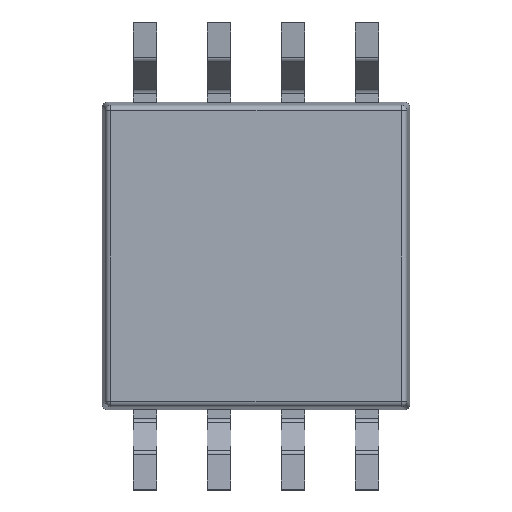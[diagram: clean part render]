
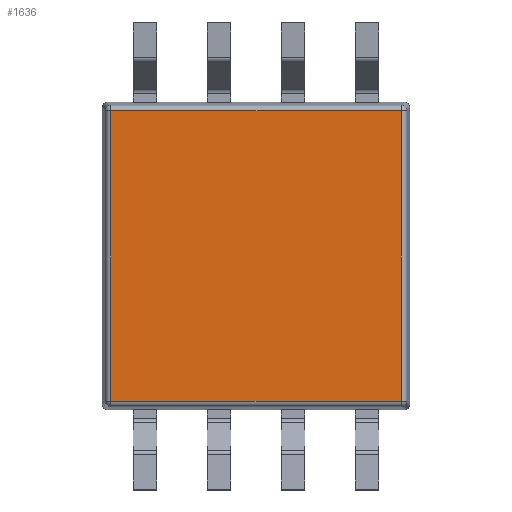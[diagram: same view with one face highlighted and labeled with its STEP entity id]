
A CAD part, front view. The second image highlights one B-rep face of the part: STEP entity #1636.
In plain terms, the highlighted planar face has unit normal (0, -1, 0).
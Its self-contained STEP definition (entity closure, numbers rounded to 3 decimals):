
#109 = VERTEX_POINT ( 'NONE', #5124 ) ;
#199 = VECTOR ( 'NONE', #5088, 1000. ) ;
#561 = VECTOR ( 'NONE', #3736, 1000. ) ;
#818 = LINE ( 'NONE', #2376, #5449 ) ;
#905 = VERTEX_POINT ( 'NONE', #2085 ) ;
#1419 = LINE ( 'NONE', #5531, #199 ) ;
#1465 = EDGE_CURVE ( 'NONE', #905, #5953, #818, .T. ) ;
#1636 = ADVANCED_FACE ( 'NONE', ( #5644 ), #2722, .F. ) ;
#1783 = LINE ( 'NONE', #4177, #561 ) ;
#1833 = EDGE_CURVE ( 'NONE', #5953, #3309, #1419, .T. ) ;
#2042 = EDGE_CURVE ( 'NONE', #109, #905, #1783, .T. ) ;
#2085 = CARTESIAN_POINT ( 'NONE',  ( 2.489, 0.1, 2.489 ) ) ;
#2376 = CARTESIAN_POINT ( 'NONE',  ( -2.58, 0.1, 2.489 ) ) ;
#2666 = VECTOR ( 'NONE', #4335, 1000. ) ;
#2722 = PLANE ( 'NONE',  #3025 ) ;
#2874 = ORIENTED_EDGE ( 'NONE', *, *, #1465, .T. ) ;
#3025 = AXIS2_PLACEMENT_3D ( 'NONE', #3588, #4532, #4029 ) ;
#3309 = VERTEX_POINT ( 'NONE', #4450 ) ;
#3443 = DIRECTION ( 'NONE',  ( -1., 0., 0. ) ) ;
#3588 = CARTESIAN_POINT ( 'NONE',  ( 0., 0.1, 0. ) ) ;
#3691 = ORIENTED_EDGE ( 'NONE', *, *, #4261, .T. ) ;
#3736 = DIRECTION ( 'NONE',  ( 0., 0., 1. ) ) ;
#4020 = ORIENTED_EDGE ( 'NONE', *, *, #1833, .T. ) ;
#4029 = DIRECTION ( 'NONE',  ( 0., 0., 1. ) ) ;
#4177 = CARTESIAN_POINT ( 'NONE',  ( 2.489, 0.1, 2.58 ) ) ;
#4261 = EDGE_CURVE ( 'NONE', #3309, #109, #5935, .T. ) ;
#4335 = DIRECTION ( 'NONE',  ( 1., 0., 0. ) ) ;
#4359 = ORIENTED_EDGE ( 'NONE', *, *, #2042, .T. ) ;
#4450 = CARTESIAN_POINT ( 'NONE',  ( -2.489, 0.1, -2.489 ) ) ;
#4532 = DIRECTION ( 'NONE',  ( 0., 1., 0. ) ) ;
#4865 = CARTESIAN_POINT ( 'NONE',  ( 2.58, 0.1, -2.489 ) ) ;
#5069 = CARTESIAN_POINT ( 'NONE',  ( -2.489, 0.1, 2.489 ) ) ;
#5088 = DIRECTION ( 'NONE',  ( 0., 0., -1. ) ) ;
#5124 = CARTESIAN_POINT ( 'NONE',  ( 2.489, 0.1, -2.489 ) ) ;
#5449 = VECTOR ( 'NONE', #3443, 1000. ) ;
#5531 = CARTESIAN_POINT ( 'NONE',  ( -2.489, 0.1, -2.58 ) ) ;
#5644 = FACE_OUTER_BOUND ( 'NONE', #5698, .T. ) ;
#5698 = EDGE_LOOP ( 'NONE', ( #4359, #2874, #4020, #3691 ) ) ;
#5935 = LINE ( 'NONE', #4865, #2666 ) ;
#5953 = VERTEX_POINT ( 'NONE', #5069 ) ;
